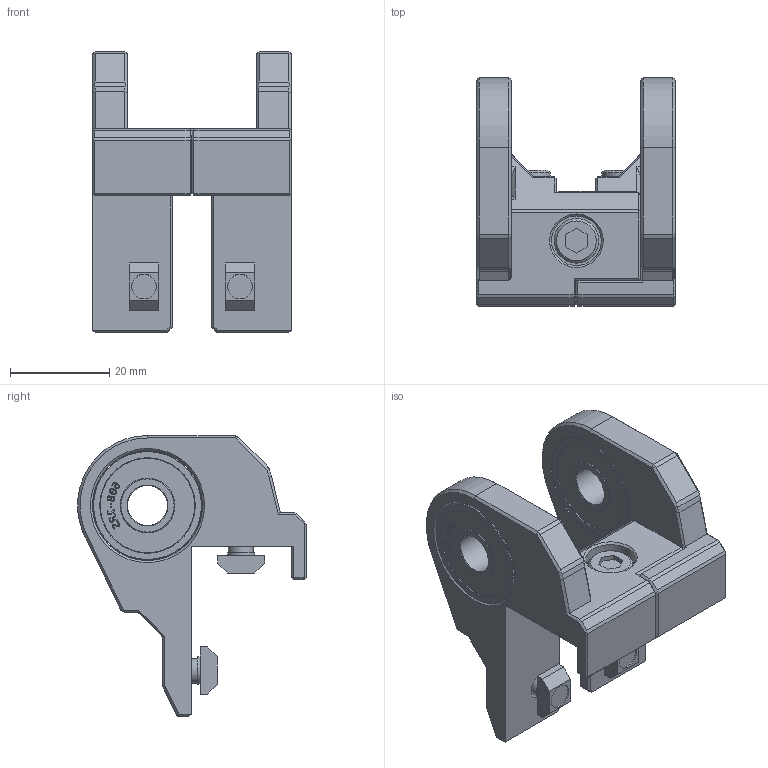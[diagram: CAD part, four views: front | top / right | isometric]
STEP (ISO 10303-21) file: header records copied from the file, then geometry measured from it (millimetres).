
FILE_DESCRIPTION(/* description */ (''),/* implementation_level */ '2;1');
FILE_NAME(/* name */ 'Smooth_Profile_Tops.step',/* time_stamp */ '2024-03-06T14:42:25+01:00',/* author */ (''),/* organization */ (''),/* preprocessor_version */ 'ST-DEVELOPER v20',/* originating_system */ 'Autodesk Translation Framework v12.20.1.177',/* authorisation */ '');
FILE_SCHEMA (('AUTOMOTIVE_DESIGN { 1 0 10303 214 3 1 1 }'));
Length unit declared in the file: millimetre
Products named in the file (9): Smooth_Profile_Tops; TopA; Bearing 608-2RS (2) (1); M5X8 LP-SHCS (2) (1); M5 T-Nut (1) (2) (1); TopB; Bearing 608-2RS (2) (1) (1); M5X8 LP-SHCS (2) (1) (1); M5 T-Nut (1) (2) (1) (1)
Assembly tree (10 placements, depth 3):
  Smooth_Profile_Tops
    TopA
      Bearing 608-2RS (2) (1)
      M5X8 LP-SHCS (2) (1)  x2
      M5 T-Nut (1) (2) (1)  x2
    TopB
      Bearing 608-2RS (2) (1) (1)
      M5X8 LP-SHCS (2) (1) (1)
      M5 T-Nut (1) (2) (1) (1)
Bounding box: 40 x 46.07 x 56.6 mm (x, y, z)
Volume: 23195.5 mm3; surface area: 14893.3 mm2
Topology: 10 solids, 10 shells, 559 faces, 1391 edges, 894 vertices
Faces by surface type: plane 362, bspline 122, cone 38, cylinder 37
Full cylindrical faces by diameter (mm): 5 x6, 5.2 x2, 5.3 x1, 5.466 x3, 8 x2, 9 x3, 10 x1, 11 x4, 19 x4, 22 x2, 22.2 x2
Entity records: 22471 total; most frequent: CARTESIAN_POINT 10191, ORIENTED_EDGE 2682, DIRECTION 2060, EDGE_CURVE 1341, LINE 942, VECTOR 942, VERTEX_POINT 861, EDGE_LOOP 592
